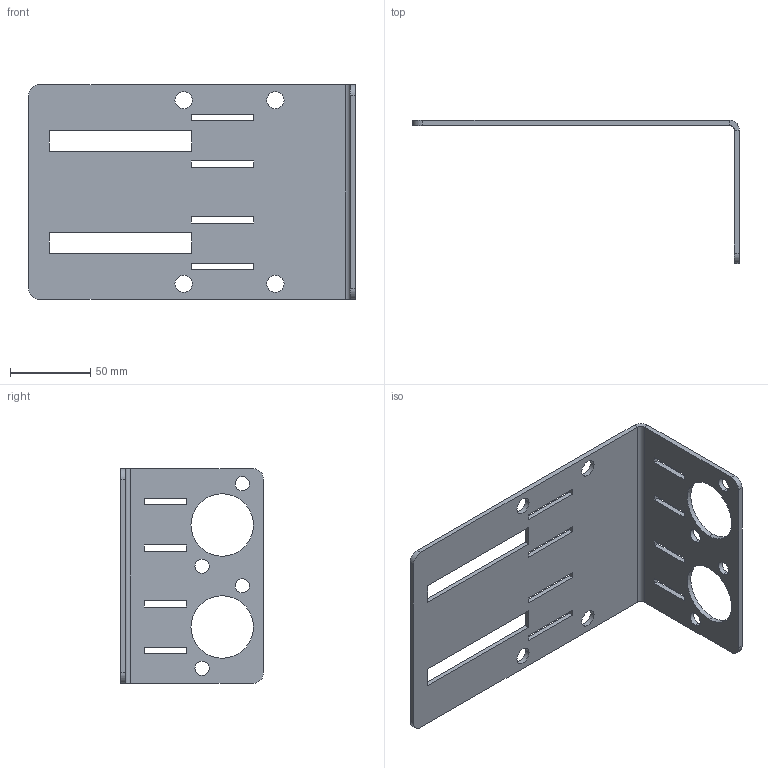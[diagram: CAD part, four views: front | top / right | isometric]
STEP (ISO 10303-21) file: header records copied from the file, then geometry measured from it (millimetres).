
FILE_DESCRIPTION (( 'STEP AP203' ), '1' );
FILE_NAME ('2234406086_Default_sldprt.STEP', '2023-01-20T01:29:48', ( '' ), ( '' ), 'SwSTEP 2.0', 'SolidWorks 2022', '' );
FILE_SCHEMA (( 'CONFIG_CONTROL_DESIGN' ));
Length unit declared in the file: inch
Products named in the file (1): 2234406086_Default_sldprt
Bounding box: 203.2 x 88.9 x 133.35 mm (x, y, z)
Volume: 97602.2 mm3; surface area: 71077.6 mm2
Topology: 1 solids, 1 shells, 78 faces, 220 edges, 144 vertices
Faces by surface type: plane 52, cylinder 26
Entity records: 2671 total; most frequent: CARTESIAN_POINT 443, ORIENTED_EDGE 440, DIRECTION 430, EDGE_CURVE 220, VECTOR 168, LINE 168, VERTEX_POINT 144, AXIS2_PLACEMENT_3D 131
